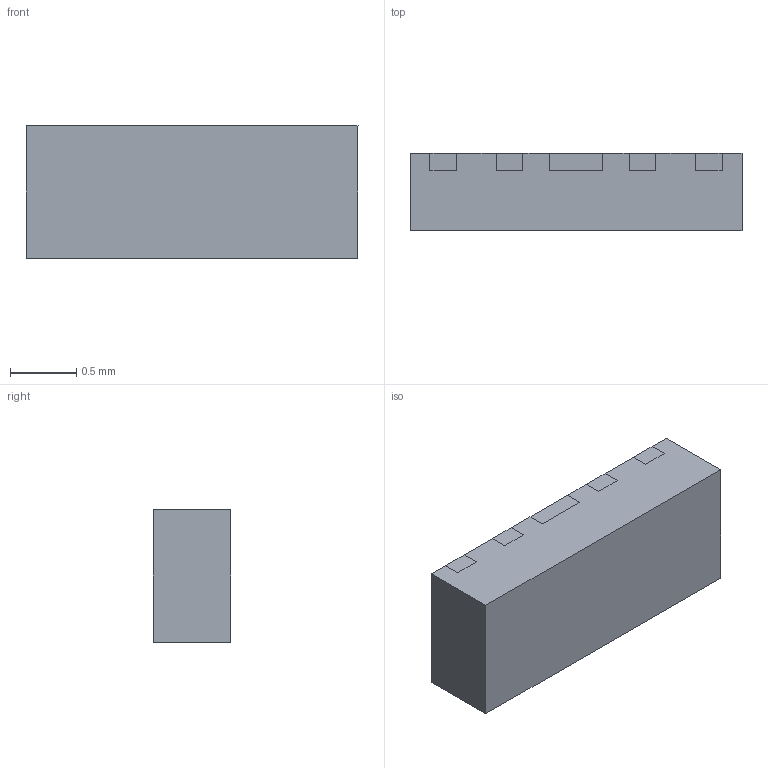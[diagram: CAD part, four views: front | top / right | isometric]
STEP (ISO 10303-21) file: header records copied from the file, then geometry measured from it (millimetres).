
FILE_DESCRIPTION(/* description */ ('Unknown'),/* implementation_level */ '2;1');
FILE_NAME(/* name */ 'DFN2510-10 STP',/* time_stamp */ '2020-09-30T13:56:50+08:00',/* author */ ('Unknown'),/* organization */ ('Unknown'),/* preprocessor_version */ 'ST-DEVELOPER v16.7',/* originating_system */ 'DEX',/* authorisation */ $);
FILE_SCHEMA (('AUTOMOTIVE_DESIGN {1 0 10303 214 3 1 1}'));
Length unit declared in the file: millimetre
Products named in the file (3): DFN2510-10; LF; compound
Assembly tree (2 placements, depth 2):
  DFN2510-10
    LF
    compound
Bounding box: 2.5 x 0.58 x 1 mm (x, y, z)
Volume: 1.5 mm3; surface area: 16.4 mm2
Topology: 10 solids, 10 shells, 278 faces, 780 edges, 520 vertices
Faces by surface type: plane 216, cylinder 62
Entity records: 9968 total; most frequent: CARTESIAN_POINT 1581, ORIENTED_EDGE 1560, DIRECTION 1466, EDGE_CURVE 780, LINE 656, VECTOR 656, VERTEX_POINT 520, AXIS2_PLACEMENT_3D 405
